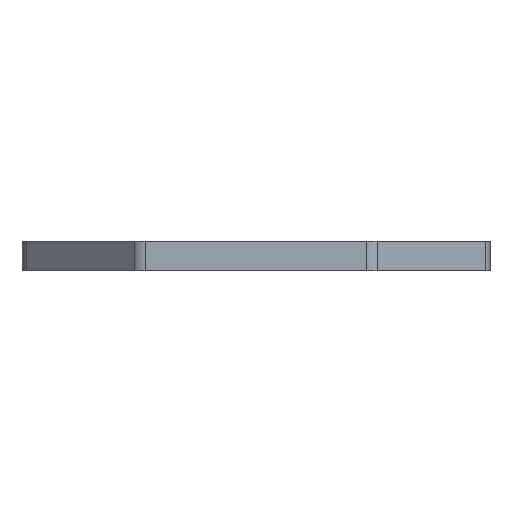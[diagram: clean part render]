
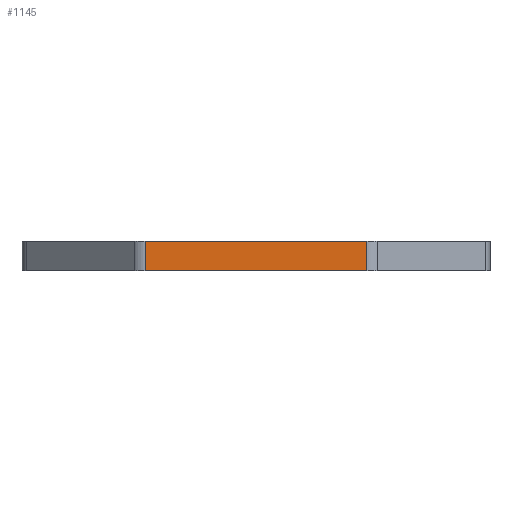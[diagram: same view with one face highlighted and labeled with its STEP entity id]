
A CAD part, front view. The second image highlights one B-rep face of the part: STEP entity #1145.
In plain terms, the highlighted planar face has unit normal (0, -1, 0).
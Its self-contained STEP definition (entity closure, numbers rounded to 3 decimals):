
#12 = ORIENTED_EDGE ( 'NONE', *, *, #1427, .F. ) ;
#229 = ORIENTED_EDGE ( 'NONE', *, *, #778, .T. ) ;
#249 = CARTESIAN_POINT ( 'NONE',  ( -75.858, 0., -20. ) ) ;
#293 = DIRECTION ( 'NONE',  ( 0., 0., 1. ) ) ;
#323 = VECTOR ( 'NONE', #2917, 1000. ) ;
#462 = AXIS2_PLACEMENT_3D ( 'NONE', #1553, #3513, #3196 ) ;
#483 = CARTESIAN_POINT ( 'NONE',  ( -160., 0., 0. ) ) ;
#704 = CARTESIAN_POINT ( 'NONE',  ( 75.858, 0., -20. ) ) ;
#778 = EDGE_CURVE ( 'NONE', #2825, #3279, #3532, .T. ) ;
#944 = EDGE_CURVE ( 'NONE', #2825, #2033, #1836, .T. ) ;
#1145 = ADVANCED_FACE ( 'NONE', ( #3157 ), #4140, .F. ) ;
#1331 = VECTOR ( 'NONE', #293, 1000. ) ;
#1427 = EDGE_CURVE ( 'NONE', #2033, #1937, #3674, .T. ) ;
#1553 = CARTESIAN_POINT ( 'NONE',  ( -160., 0., -20. ) ) ;
#1558 = ORIENTED_EDGE ( 'NONE', *, *, #3062, .F. ) ;
#1619 = CARTESIAN_POINT ( 'NONE',  ( -75.858, 0., 0. ) ) ;
#1738 = DIRECTION ( 'NONE',  ( 1., 0., 0. ) ) ;
#1836 = LINE ( 'NONE', #249, #1331 ) ;
#1933 = CARTESIAN_POINT ( 'NONE',  ( 75.858, 0., 0. ) ) ;
#1937 = VERTEX_POINT ( 'NONE', #1933 ) ;
#1978 = CARTESIAN_POINT ( 'NONE',  ( -75.858, 0., -20. ) ) ;
#2033 = VERTEX_POINT ( 'NONE', #1619 ) ;
#2155 = EDGE_LOOP ( 'NONE', ( #12, #2341, #229, #1558 ) ) ;
#2341 = ORIENTED_EDGE ( 'NONE', *, *, #944, .F. ) ;
#2444 = DIRECTION ( 'NONE',  ( 0., 0., -1. ) ) ;
#2739 = CARTESIAN_POINT ( 'NONE',  ( 75.858, 0., -20. ) ) ;
#2825 = VERTEX_POINT ( 'NONE', #1978 ) ;
#2917 = DIRECTION ( 'NONE',  ( 1., 0., 0. ) ) ;
#2943 = VECTOR ( 'NONE', #1738, 1000. ) ;
#3062 = EDGE_CURVE ( 'NONE', #1937, #3279, #3102, .T. ) ;
#3102 = LINE ( 'NONE', #2739, #3221 ) ;
#3157 = FACE_OUTER_BOUND ( 'NONE', #2155, .T. ) ;
#3196 = DIRECTION ( 'NONE',  ( 0., 0., -1. ) ) ;
#3221 = VECTOR ( 'NONE', #2444, 1000. ) ;
#3240 = CARTESIAN_POINT ( 'NONE',  ( -160., 0., -20. ) ) ;
#3279 = VERTEX_POINT ( 'NONE', #704 ) ;
#3513 = DIRECTION ( 'NONE',  ( 0., 1., 0. ) ) ;
#3532 = LINE ( 'NONE', #3240, #323 ) ;
#3674 = LINE ( 'NONE', #483, #2943 ) ;
#4140 = PLANE ( 'NONE',  #462 ) ;
